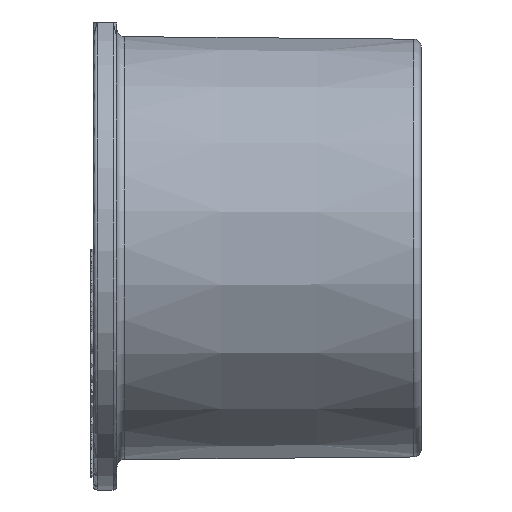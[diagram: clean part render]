
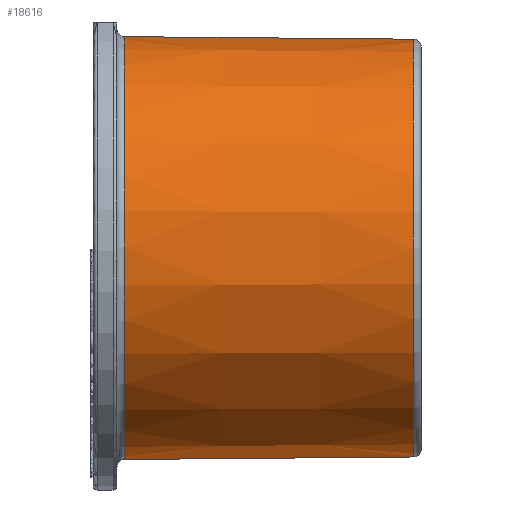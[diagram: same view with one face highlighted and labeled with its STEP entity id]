
A CAD part, left-side view. The second image highlights one B-rep face of the part: STEP entity #18616.
In plain terms, the highlighted conical face has half-angle 0.5 degrees and reference radius 21.234 mm.
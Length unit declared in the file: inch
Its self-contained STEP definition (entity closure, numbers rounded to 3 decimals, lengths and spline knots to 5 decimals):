
#5824 = DIRECTION ( 'NONE',  ( 0., 0., 1. ) ) ;
#6016 = CARTESIAN_POINT ( 'NONE',  ( 0., -0.07815, -1.51867 ) ) ;
#6855 = DIRECTION ( 'NONE',  ( 0., 1., -0.009 ) ) ;
#7401 = DIRECTION ( 'NONE',  ( 0., 1., 0. ) ) ;
#11485 = CIRCLE ( 'NONE', #29446, 0.82577 ) ;
#11531 = ORIENTED_EDGE ( 'NONE', *, *, #28606, .T. ) ;
#12619 = CIRCLE ( 'NONE', #25054, 0.83573 ) ;
#14519 = EDGE_CURVE ( 'NONE', #28972, #43313, #11485, .T. ) ;
#17238 = EDGE_LOOP ( 'NONE', ( #32409, #54249, #11531, #34393 ) ) ;
#18616 = ADVANCED_FACE ( 'NONE', ( #51939 ), #55365, .T. ) ;
#20460 = CARTESIAN_POINT ( 'NONE',  ( 0., -0.10913, -2.3544 ) ) ;
#20918 = DIRECTION ( 'NONE',  ( 0., 0., -1. ) ) ;
#25054 = AXIS2_PLACEMENT_3D ( 'NONE', #49987, #27731, #32772 ) ;
#26879 = DIRECTION ( 'NONE',  ( 0., 1., 0.009 ) ) ;
#27731 = DIRECTION ( 'NONE',  ( 0., -1., 0. ) ) ;
#28606 = EDGE_CURVE ( 'NONE', #43313, #34778, #30950, .T. ) ;
#28864 = CARTESIAN_POINT ( 'NONE',  ( 0., -0.07815, -2.35467 ) ) ;
#28972 = VERTEX_POINT ( 'NONE', #57090 ) ;
#29446 = AXIS2_PLACEMENT_3D ( 'NONE', #47385, #7401, #20918 ) ;
#30173 = EDGE_CURVE ( 'NONE', #28972, #38856, #32366, .T. ) ;
#30950 = LINE ( 'NONE', #35793, #55856 ) ;
#31044 = AXIS2_PLACEMENT_3D ( 'NONE', #6016, #37146, #5824 ) ;
#31690 = VECTOR ( 'NONE', #6855, 39.37008 ) ;
#32366 = LINE ( 'NONE', #28864, #31690 ) ;
#32409 = ORIENTED_EDGE ( 'NONE', *, *, #30173, .F. ) ;
#32772 = DIRECTION ( 'NONE',  ( 0., 0., 1. ) ) ;
#34393 = ORIENTED_EDGE ( 'NONE', *, *, #35295, .T. ) ;
#34778 = VERTEX_POINT ( 'NONE', #46706 ) ;
#35295 = EDGE_CURVE ( 'NONE', #34778, #38856, #12619, .T. ) ;
#35793 = CARTESIAN_POINT ( 'NONE',  ( 0., -0.07815, -0.68267 ) ) ;
#37146 = DIRECTION ( 'NONE',  ( 0., 1., 0. ) ) ;
#38856 = VERTEX_POINT ( 'NONE', #20460 ) ;
#43313 = VERTEX_POINT ( 'NONE', #54059 ) ;
#46706 = CARTESIAN_POINT ( 'NONE',  ( 0., -0.10913, -0.68294 ) ) ;
#47385 = CARTESIAN_POINT ( 'NONE',  ( 0., -1.25027, -1.51867 ) ) ;
#49987 = CARTESIAN_POINT ( 'NONE',  ( 0., -0.10913, -1.51867 ) ) ;
#51939 = FACE_OUTER_BOUND ( 'NONE', #17238, .T. ) ;
#54059 = CARTESIAN_POINT ( 'NONE',  ( 0., -1.25027, -0.6929 ) ) ;
#54249 = ORIENTED_EDGE ( 'NONE', *, *, #14519, .T. ) ;
#55365 = CONICAL_SURFACE ( 'NONE', #31044, 0.836, 0.009 ) ;
#55856 = VECTOR ( 'NONE', #26879, 39.37008 ) ;
#57090 = CARTESIAN_POINT ( 'NONE',  ( 0., -1.25027, -2.34444 ) ) ;
